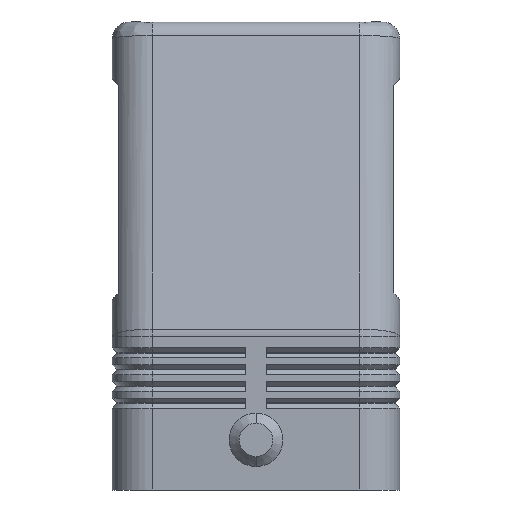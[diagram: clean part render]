
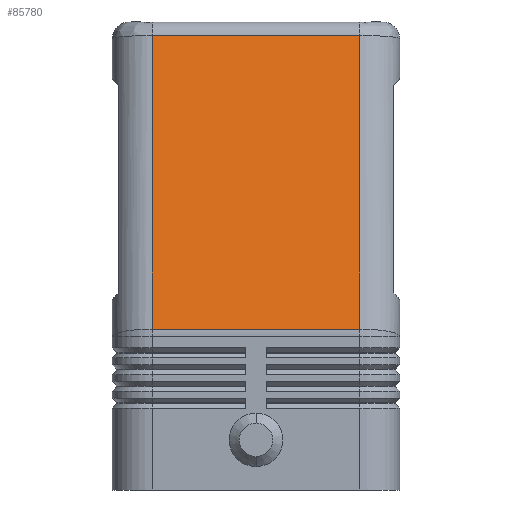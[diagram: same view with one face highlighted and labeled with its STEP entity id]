
A CAD part, left-side view. The second image highlights one B-rep face of the part: STEP entity #85780.
In plain terms, the highlighted planar face has unit normal (-0.982, 0, 0.19).
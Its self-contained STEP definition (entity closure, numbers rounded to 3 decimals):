
#1930=CARTESIAN_POINT('',(-21.392,15.5,67.975));
#1940=VERTEX_POINT('',#1930);
#1970=CARTESIAN_POINT('',(-29.891,15.5,24.065));
#1980=DIRECTION('',(0.19,0.,0.982));
#1990=VECTOR('',#1980,1.);
#2000=LINE('',#1970,#1990);
#2010=CARTESIAN_POINT('',(-29.891,15.5,24.065));
#2020=VERTEX_POINT('',#2010);
#2030=EDGE_CURVE('',#2020,#1940,#2000,.T.);
#2820=CARTESIAN_POINT('',(-21.392,-15.5,67.975));
#2830=VERTEX_POINT('',#2820);
#2860=CARTESIAN_POINT('',(-21.392,15.5,67.975));
#2870=DIRECTION('',(0.,-1.,0.));
#2880=VECTOR('',#2870,1.);
#2890=LINE('',#2860,#2880);
#2900=EDGE_CURVE('',#1940,#2830,#2890,.T.);
#3570=CARTESIAN_POINT('',(-29.891,-15.5,24.065));
#3580=DIRECTION('',(0.,1.,0.));
#3590=VECTOR('',#3580,1.);
#3600=LINE('',#3570,#3590);
#3610=CARTESIAN_POINT('',(-29.891,-15.5,24.065));
#3620=VERTEX_POINT('',#3610);
#3630=EDGE_CURVE('',#3620,#2020,#3600,.T.);
#6710=CARTESIAN_POINT('',(-21.392,-15.5,67.975));
#6720=DIRECTION('',(-0.19,0.,-0.982));
#6730=VECTOR('',#6720,1.);
#6740=LINE('',#6710,#6730);
#6750=EDGE_CURVE('',#2830,#3620,#6740,.T.);
#85670=CARTESIAN_POINT('',(-30.741,-18.6,19.674));
#85680=DIRECTION('',(-0.982,0.,0.19));
#85690=DIRECTION('',(0.19,0.,0.982));
#85700=AXIS2_PLACEMENT_3D('',#85670,#85680,#85690);
#85710=PLANE('',#85700);
#85720=ORIENTED_EDGE('',*,*,#3630,.F.);
#85730=ORIENTED_EDGE('',*,*,#2030,.F.);
#85740=ORIENTED_EDGE('',*,*,#2900,.F.);
#85750=ORIENTED_EDGE('',*,*,#6750,.F.);
#85760=EDGE_LOOP('',(#85750,#85740,#85730,#85720));
#85770=FACE_OUTER_BOUND('',#85760,.T.);
#85780=ADVANCED_FACE('',(#85770),#85710,.T.);
